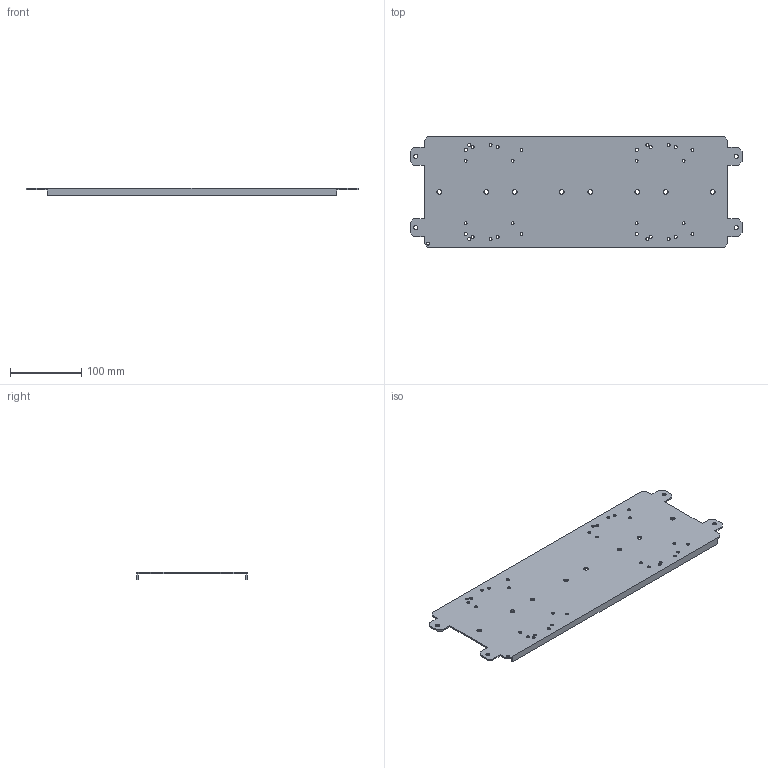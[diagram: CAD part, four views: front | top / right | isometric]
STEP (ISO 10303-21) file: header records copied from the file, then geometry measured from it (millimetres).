
FILE_DESCRIPTION((''),'2;1');
FILE_NAME('ASM0001_ASM','2023-01-26T08:07:31',('klemen.sitar'),('Audax d.o.o.'),'CREO PARAMETRIC BY PTC INC, 2021304','CREO PARAMETRIC BY PTC INC, 2021304','');
FILE_SCHEMA(('AP242_MANAGED_MODEL_BASED_3D_ENGINEERING_MIM_LF { 1 0 10303 442 1 1 4 }'));
Length unit declared in the file: millimetre
Products named in the file (2): OPEN_CASCADE_STEP_TRANSLAT-4579; ASM0001_ASM
Assembly tree (1 placements, depth 2):
  ASM0001_ASM
    OPEN_CASCADE_STEP_TRANSLAT-4579
Bounding box: 466 x 155 x 10 mm (x, y, z)
Volume: 147116.6 mm3; surface area: 151090.1 mm2
Topology: 1 solids, 1 shells, 132 faces, 390 edges, 260 vertices
Faces by surface type: cylinder 90, plane 42
Entity records: 7107 total; most frequent: DIRECTION 842, CARTESIAN_POINT 790, ORIENTED_EDGE 780, PRESENTATION_STYLE_ASSIGNMENT 524, STYLED_ITEM 524, CURVE_STYLE 391, EDGE_CURVE 390, AXIS2_PLACEMENT_3D 316
